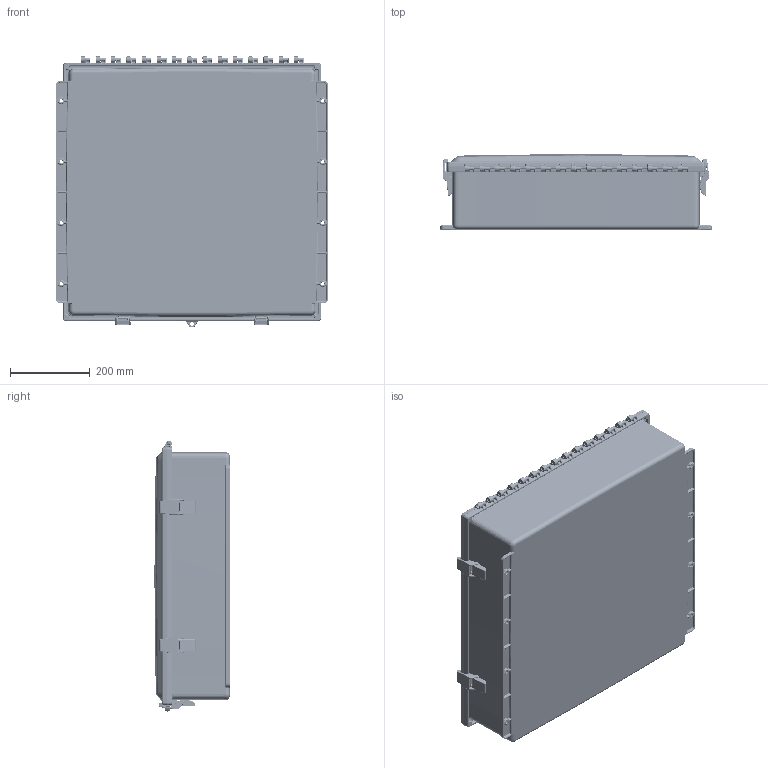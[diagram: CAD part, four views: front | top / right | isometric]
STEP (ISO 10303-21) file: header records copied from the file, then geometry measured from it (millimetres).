
FILE_DESCRIPTION (( 'STEP AP214' ), '1' );
FILE_NAME ('NBPCSL242406_3D.step', '2025-02-10T22:18:03', ( '' ), ( '' ), 'SwSTEP 2.0', 'SolidWorks 2022', '' );
FILE_SCHEMA (( 'AUTOMOTIVE_DESIGN' ));
Length unit declared in the file: inch
Products named in the file (1): NBPCSL242406_3D
Bounding box: 678.94 x 188.15 x 677.58 mm (x, y, z)
Volume: 5718076.7 mm3; surface area: 2873907.8 mm2
Topology: 23 solids, 23 shells, 7122 faces, 16837 edges, 9783 vertices
Faces by surface type: cylinder 2406, bspline 2060, plane 1242, torus 717, cone 651, sphere 46
Entity records: 380800 total; most frequent: CARTESIAN_POINT 238833, ORIENTED_EDGE 33670, DIRECTION 24593, EDGE_CURVE 16835, VERTEX_POINT 9783, AXIS2_PLACEMENT_3D 9742, EDGE_LOOP 7258, ADVANCED_FACE 7122
